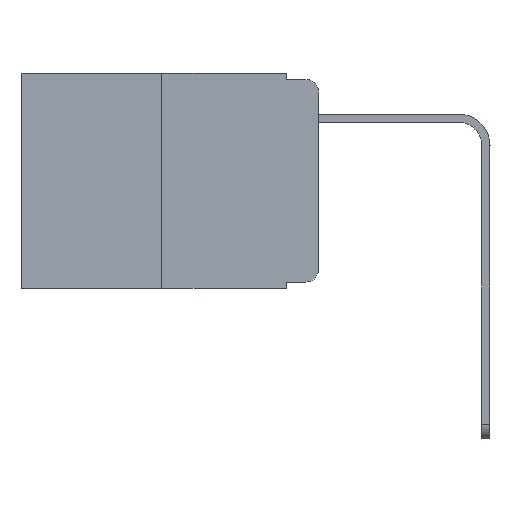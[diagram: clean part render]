
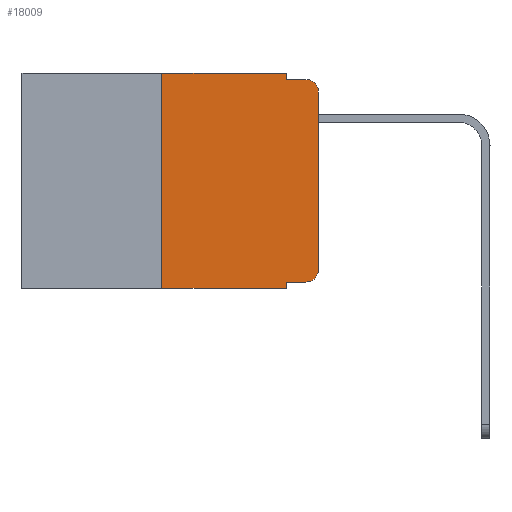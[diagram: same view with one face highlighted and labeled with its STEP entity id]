
A CAD part, left-side view. The second image highlights one B-rep face of the part: STEP entity #18009.
In plain terms, the highlighted planar face has unit normal (-1, 0, 0).
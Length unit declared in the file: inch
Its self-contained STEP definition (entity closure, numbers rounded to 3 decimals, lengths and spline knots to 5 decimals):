
#58 = CARTESIAN_POINT ( 'NONE',  ( 0., 0.02, -0.333 ) ) ;
#999 = CARTESIAN_POINT ( 'NONE',  ( 0., 0.051, -0.333 ) ) ;
#1142 = EDGE_CURVE ( 'NONE', #12578, #11095, #9221, .T. ) ;
#1613 = EDGE_CURVE ( 'NONE', #5753, #15306, #9197, .T. ) ;
#1861 = EDGE_CURVE ( 'NONE', #12578, #11271, #6576, .T. ) ;
#1876 = DIRECTION ( 'NONE',  ( 0., 0., -1. ) ) ;
#2153 = CARTESIAN_POINT ( 'NONE',  ( 0., 0.051, 0. ) ) ;
#2201 = CARTESIAN_POINT ( 'NONE',  ( 0., 0.25, 0. ) ) ;
#3041 = DIRECTION ( 'NONE',  ( 0., -1., 0. ) ) ;
#3640 = CARTESIAN_POINT ( 'NONE',  ( 0., 0.051, -0.01 ) ) ;
#3667 = CARTESIAN_POINT ( 'NONE',  ( 0., 0.473, 0. ) ) ;
#4047 = LINE ( 'NONE', #14989, #13636 ) ;
#4212 = FACE_OUTER_BOUND ( 'NONE', #9868, .T. ) ;
#4264 = VECTOR ( 'NONE', #8640, 39.37008 ) ;
#4601 = VECTOR ( 'NONE', #13948, 39.37008 ) ;
#4880 = EDGE_CURVE ( 'NONE', #17465, #14461, #8845, .T. ) ;
#5222 = DIRECTION ( 'NONE',  ( 0., 0., -1. ) ) ;
#5330 = DIRECTION ( 'NONE',  ( 0., 0., -1. ) ) ;
#5536 = ORIENTED_EDGE ( 'NONE', *, *, #13004, .T. ) ;
#5753 = VERTEX_POINT ( 'NONE', #18951 ) ;
#5961 = CARTESIAN_POINT ( 'NONE',  ( 0., 0., 0. ) ) ;
#6220 = ORIENTED_EDGE ( 'NONE', *, *, #4880, .T. ) ;
#6228 = DIRECTION ( 'NONE',  ( 0., 0., 1. ) ) ;
#6391 = LINE ( 'NONE', #8730, #4601 ) ;
#6576 = LINE ( 'NONE', #19617, #20584 ) ;
#7502 = ORIENTED_EDGE ( 'NONE', *, *, #9401, .F. ) ;
#7550 = VERTEX_POINT ( 'NONE', #11887 ) ;
#8091 = EDGE_CURVE ( 'NONE', #10785, #11095, #4047, .T. ) ;
#8156 = VECTOR ( 'NONE', #1876, 39.37008 ) ;
#8308 = ORIENTED_EDGE ( 'NONE', *, *, #14600, .F. ) ;
#8587 = AXIS2_PLACEMENT_3D ( 'NONE', #3667, #15240, #5330 ) ;
#8640 = DIRECTION ( 'NONE',  ( 0., -1., 0. ) ) ;
#8661 = LINE ( 'NONE', #3640, #4264 ) ;
#8730 = CARTESIAN_POINT ( 'NONE',  ( 0., 0.473, 0. ) ) ;
#8755 = AXIS2_PLACEMENT_3D ( 'NONE', #17030, #15086, #5222 ) ;
#8845 = LINE ( 'NONE', #5961, #11188 ) ;
#8919 = AXIS2_PLACEMENT_3D ( 'NONE', #17481, #20662, #19278 ) ;
#9061 = DIRECTION ( 'NONE',  ( 0., 0., 1. ) ) ;
#9197 = LINE ( 'NONE', #12831, #8156 ) ;
#9221 = LINE ( 'NONE', #2153, #10256 ) ;
#9399 = CARTESIAN_POINT ( 'NONE',  ( 0., 0.051, -0.343 ) ) ;
#9401 = EDGE_CURVE ( 'NONE', #10785, #7550, #15382, .T. ) ;
#9868 = EDGE_LOOP ( 'NONE', ( #6220, #14052, #8308, #10475, #18865, #7502, #12616, #16054, #14796, #5536 ) ) ;
#10256 = VECTOR ( 'NONE', #12207, 39.37008 ) ;
#10373 = CIRCLE ( 'NONE', #8919, 0.02 ) ;
#10475 = ORIENTED_EDGE ( 'NONE', *, *, #1613, .F. ) ;
#10785 = VERTEX_POINT ( 'NONE', #13530 ) ;
#10842 = VERTEX_POINT ( 'NONE', #12362 ) ;
#10993 = VECTOR ( 'NONE', #9061, 39.37008 ) ;
#11095 = VERTEX_POINT ( 'NONE', #9399 ) ;
#11188 = VECTOR ( 'NONE', #6228, 39.37008 ) ;
#11271 = VERTEX_POINT ( 'NONE', #58 ) ;
#11726 = DIRECTION ( 'NONE',  ( 0., -1., 0. ) ) ;
#11887 = CARTESIAN_POINT ( 'NONE',  ( 0., 0.25, 0. ) ) ;
#11926 = CARTESIAN_POINT ( 'NONE',  ( 0., 0., -0.313 ) ) ;
#12207 = DIRECTION ( 'NONE',  ( 0., 0., -1. ) ) ;
#12362 = CARTESIAN_POINT ( 'NONE',  ( 0., 0.02, -0.01 ) ) ;
#12510 = EDGE_CURVE ( 'NONE', #7550, #5753, #6391, .T. ) ;
#12578 = VERTEX_POINT ( 'NONE', #999 ) ;
#12616 = ORIENTED_EDGE ( 'NONE', *, *, #8091, .T. ) ;
#12831 = CARTESIAN_POINT ( 'NONE',  ( 0., 0.051, 0. ) ) ;
#13004 = EDGE_CURVE ( 'NONE', #11271, #17465, #21396, .T. ) ;
#13530 = CARTESIAN_POINT ( 'NONE',  ( 0., 0.25, -0.343 ) ) ;
#13636 = VECTOR ( 'NONE', #11726, 39.37008 ) ;
#13948 = DIRECTION ( 'NONE',  ( 0., -1., 0. ) ) ;
#14052 = ORIENTED_EDGE ( 'NONE', *, *, #19909, .T. ) ;
#14461 = VERTEX_POINT ( 'NONE', #16186 ) ;
#14600 = EDGE_CURVE ( 'NONE', #15306, #10842, #8661, .T. ) ;
#14796 = ORIENTED_EDGE ( 'NONE', *, *, #1861, .T. ) ;
#14989 = CARTESIAN_POINT ( 'NONE',  ( 0., 0.473, -0.343 ) ) ;
#15086 = DIRECTION ( 'NONE',  ( -1., 0., 0. ) ) ;
#15240 = DIRECTION ( 'NONE',  ( 1., 0., 0. ) ) ;
#15306 = VERTEX_POINT ( 'NONE', #19968 ) ;
#15382 = LINE ( 'NONE', #2201, #10993 ) ;
#16054 = ORIENTED_EDGE ( 'NONE', *, *, #1142, .F. ) ;
#16186 = CARTESIAN_POINT ( 'NONE',  ( 0., 0., -0.03 ) ) ;
#17030 = CARTESIAN_POINT ( 'NONE',  ( 0., 0.02, -0.313 ) ) ;
#17465 = VERTEX_POINT ( 'NONE', #11926 ) ;
#17481 = CARTESIAN_POINT ( 'NONE',  ( 0., 0.02, -0.03 ) ) ;
#18009 = ADVANCED_FACE ( 'NONE', ( #4212 ), #20533, .F. ) ;
#18865 = ORIENTED_EDGE ( 'NONE', *, *, #12510, .F. ) ;
#18951 = CARTESIAN_POINT ( 'NONE',  ( 0., 0.051, 0. ) ) ;
#19278 = DIRECTION ( 'NONE',  ( 0., 0., -1. ) ) ;
#19617 = CARTESIAN_POINT ( 'NONE',  ( 0., 0.051, -0.333 ) ) ;
#19909 = EDGE_CURVE ( 'NONE', #14461, #10842, #10373, .T. ) ;
#19968 = CARTESIAN_POINT ( 'NONE',  ( 0., 0.051, -0.01 ) ) ;
#20533 = PLANE ( 'NONE',  #8587 ) ;
#20584 = VECTOR ( 'NONE', #3041, 39.37008 ) ;
#20662 = DIRECTION ( 'NONE',  ( -1., 0., 0. ) ) ;
#21396 = CIRCLE ( 'NONE', #8755, 0.02 ) ;
